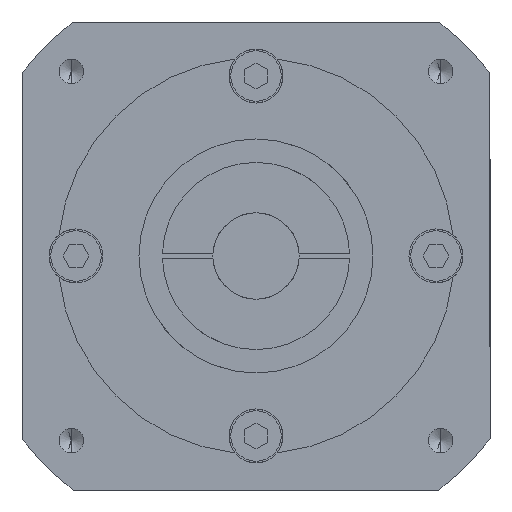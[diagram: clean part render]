
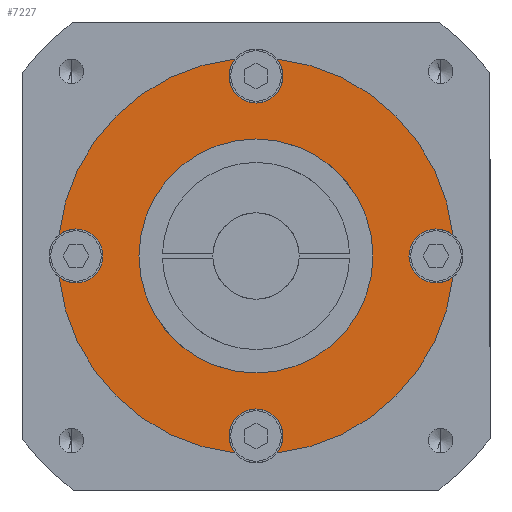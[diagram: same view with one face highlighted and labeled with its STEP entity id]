
A CAD part, front view. The second image highlights one B-rep face of the part: STEP entity #7227.
In plain terms, the highlighted planar face has unit normal (0, -1, 0).
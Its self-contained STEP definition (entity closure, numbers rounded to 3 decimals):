
#39 = FACE_OUTER_BOUND ( 'NONE', #4077, .T. ) ;
#61 = DIRECTION ( 'NONE',  ( 0., 1., 0. ) ) ;
#167 = ORIENTED_EDGE ( 'NONE', *, *, #1867, .T. ) ;
#195 = DIRECTION ( 'NONE',  ( 0., 0., -1. ) ) ;
#239 = CARTESIAN_POINT ( 'NONE',  ( 0., -32., 0. ) ) ;
#246 = CIRCLE ( 'NONE', #3826, 7.5 ) ;
#296 = CIRCLE ( 'NONE', #7080, 55. ) ;
#437 = CIRCLE ( 'NONE', #2662, 7.5 ) ;
#457 = EDGE_LOOP ( 'NONE', ( #3851, #2276 ) ) ;
#508 = DIRECTION ( 'NONE',  ( 0., 1., 0. ) ) ;
#527 = ORIENTED_EDGE ( 'NONE', *, *, #2628, .T. ) ;
#584 = DIRECTION ( 'NONE',  ( 0., 0., -1. ) ) ;
#644 = ORIENTED_EDGE ( 'NONE', *, *, #4209, .T. ) ;
#772 = CIRCLE ( 'NONE', #1728, 7.5 ) ;
#795 = AXIS2_PLACEMENT_3D ( 'NONE', #239, #3938, #195 ) ;
#846 = VERTEX_POINT ( 'NONE', #4709 ) ;
#859 = CARTESIAN_POINT ( 'NONE',  ( 5.855, -32., 54.687 ) ) ;
#880 = DIRECTION ( 'NONE',  ( 0., 0., -1. ) ) ;
#893 = VERTEX_POINT ( 'NONE', #5551 ) ;
#913 = CARTESIAN_POINT ( 'NONE',  ( -50., -32., 0. ) ) ;
#980 = DIRECTION ( 'NONE',  ( 0., 0., -1. ) ) ;
#1012 = DIRECTION ( 'NONE',  ( 0., 0., -1. ) ) ;
#1050 = ORIENTED_EDGE ( 'NONE', *, *, #2915, .T. ) ;
#1063 = AXIS2_PLACEMENT_3D ( 'NONE', #4006, #61, #7577 ) ;
#1132 = DIRECTION ( 'NONE',  ( 0., 1., 0. ) ) ;
#1134 = DIRECTION ( 'NONE',  ( 0., 0., -1. ) ) ;
#1138 = CARTESIAN_POINT ( 'NONE',  ( 0., -32., 32.5 ) ) ;
#1143 = DIRECTION ( 'NONE',  ( 0., -1., 0. ) ) ;
#1161 = CARTESIAN_POINT ( 'NONE',  ( 0., -32., 0. ) ) ;
#1180 = CIRCLE ( 'NONE', #4427, 7.5 ) ;
#1183 = CARTESIAN_POINT ( 'NONE',  ( 50., -32., 0. ) ) ;
#1271 = CARTESIAN_POINT ( 'NONE',  ( -50., -32., 7.5 ) ) ;
#1272 = CARTESIAN_POINT ( 'NONE',  ( -54.687, -32., 5.855 ) ) ;
#1285 = ORIENTED_EDGE ( 'NONE', *, *, #4000, .T. ) ;
#1304 = EDGE_CURVE ( 'NONE', #4214, #6187, #3165, .T. ) ;
#1309 = DIRECTION ( 'NONE',  ( 0., -1., 0. ) ) ;
#1317 = DIRECTION ( 'NONE',  ( 0., 0., -1. ) ) ;
#1404 = VERTEX_POINT ( 'NONE', #1272 ) ;
#1411 = EDGE_CURVE ( 'NONE', #3107, #7440, #2344, .T. ) ;
#1459 = CARTESIAN_POINT ( 'NONE',  ( 0., -32., 0. ) ) ;
#1478 = ORIENTED_EDGE ( 'NONE', *, *, #2409, .T. ) ;
#1619 = AXIS2_PLACEMENT_3D ( 'NONE', #1459, #1309, #1317 ) ;
#1639 = AXIS2_PLACEMENT_3D ( 'NONE', #7210, #7290, #7527 ) ;
#1668 = VERTEX_POINT ( 'NONE', #6876 ) ;
#1728 = AXIS2_PLACEMENT_3D ( 'NONE', #7936, #8011, #8256 ) ;
#1801 = CIRCLE ( 'NONE', #3560, 7.5 ) ;
#1830 = ORIENTED_EDGE ( 'NONE', *, *, #2739, .T. ) ;
#1848 = AXIS2_PLACEMENT_3D ( 'NONE', #3875, #4522, #584 ) ;
#1867 = EDGE_CURVE ( 'NONE', #1668, #3428, #772, .T. ) ;
#1948 = AXIS2_PLACEMENT_3D ( 'NONE', #2425, #3039, #880 ) ;
#2027 = ORIENTED_EDGE ( 'NONE', *, *, #2875, .T. ) ;
#2043 = CARTESIAN_POINT ( 'NONE',  ( 50., -32., 0. ) ) ;
#2112 = CARTESIAN_POINT ( 'NONE',  ( 0., -32., -50. ) ) ;
#2184 = DIRECTION ( 'NONE',  ( 0., 0., -1. ) ) ;
#2192 = DIRECTION ( 'NONE',  ( 0., 0., -1. ) ) ;
#2268 = EDGE_CURVE ( 'NONE', #5788, #4133, #5075, .T. ) ;
#2276 = ORIENTED_EDGE ( 'NONE', *, *, #6896, .F. ) ;
#2344 = CIRCLE ( 'NONE', #1619, 32.5 ) ;
#2373 = EDGE_CURVE ( 'NONE', #6187, #5788, #5798, .T. ) ;
#2398 = DIRECTION ( 'NONE',  ( 0., 0., -1. ) ) ;
#2409 = EDGE_CURVE ( 'NONE', #5880, #4460, #4062, .T. ) ;
#2425 = CARTESIAN_POINT ( 'NONE',  ( 0., -32., 50. ) ) ;
#2450 = DIRECTION ( 'NONE',  ( 0., 0., -1. ) ) ;
#2628 = EDGE_CURVE ( 'NONE', #5977, #893, #437, .T. ) ;
#2662 = AXIS2_PLACEMENT_3D ( 'NONE', #2112, #6051, #2192 ) ;
#2668 = CARTESIAN_POINT ( 'NONE',  ( 0., -32., -42.5 ) ) ;
#2672 = EDGE_CURVE ( 'NONE', #1404, #3820, #1801, .T. ) ;
#2739 = EDGE_CURVE ( 'NONE', #3820, #1668, #1180, .T. ) ;
#2875 = EDGE_CURVE ( 'NONE', #846, #5977, #3770, .T. ) ;
#2887 = ORIENTED_EDGE ( 'NONE', *, *, #1304, .T. ) ;
#2892 = AXIS2_PLACEMENT_3D ( 'NONE', #2043, #4717, #8283 ) ;
#2915 = EDGE_CURVE ( 'NONE', #5282, #5880, #246, .T. ) ;
#3039 = DIRECTION ( 'NONE',  ( 0., 1., 0. ) ) ;
#3092 = DIRECTION ( 'NONE',  ( 0., 1., 0. ) ) ;
#3107 = VERTEX_POINT ( 'NONE', #1138 ) ;
#3152 = CARTESIAN_POINT ( 'NONE',  ( 0., -32., 0. ) ) ;
#3165 = CIRCLE ( 'NONE', #7798, 7.5 ) ;
#3288 = CIRCLE ( 'NONE', #5193, 55. ) ;
#3354 = FACE_BOUND ( 'NONE', #457, .T. ) ;
#3428 = VERTEX_POINT ( 'NONE', #7497 ) ;
#3560 = AXIS2_PLACEMENT_3D ( 'NONE', #3700, #5407, #2184 ) ;
#3643 = ORIENTED_EDGE ( 'NONE', *, *, #2373, .T. ) ;
#3700 = CARTESIAN_POINT ( 'NONE',  ( -50., -32., 0. ) ) ;
#3770 = CIRCLE ( 'NONE', #1639, 7.5 ) ;
#3820 = VERTEX_POINT ( 'NONE', #1271 ) ;
#3826 = AXIS2_PLACEMENT_3D ( 'NONE', #4407, #3092, #2450 ) ;
#3851 = ORIENTED_EDGE ( 'NONE', *, *, #1411, .F. ) ;
#3875 = CARTESIAN_POINT ( 'NONE',  ( 0., -32., 0. ) ) ;
#3938 = DIRECTION ( 'NONE',  ( 0., -1., 0. ) ) ;
#4000 = EDGE_CURVE ( 'NONE', #893, #4214, #296, .T. ) ;
#4006 = CARTESIAN_POINT ( 'NONE',  ( 50., -32., 0. ) ) ;
#4060 = EDGE_CURVE ( 'NONE', #4133, #5282, #6458, .T. ) ;
#4062 = CIRCLE ( 'NONE', #1948, 7.5 ) ;
#4077 = EDGE_LOOP ( 'NONE', ( #2887, #3643, #5765, #4284, #1050, #1478, #6895, #6321, #1830, #167, #644, #2027, #527, #1285 ) ) ;
#4133 = VERTEX_POINT ( 'NONE', #7623 ) ;
#4209 = EDGE_CURVE ( 'NONE', #3428, #846, #3288, .T. ) ;
#4214 = VERTEX_POINT ( 'NONE', #6728 ) ;
#4243 = DIRECTION ( 'NONE',  ( 0., 0., -1. ) ) ;
#4279 = DIRECTION ( 'NONE',  ( 0., -1., 0. ) ) ;
#4284 = ORIENTED_EDGE ( 'NONE', *, *, #4060, .T. ) ;
#4296 = CARTESIAN_POINT ( 'NONE',  ( 0., -32., 0. ) ) ;
#4350 = CARTESIAN_POINT ( 'NONE',  ( -5.855, -32., 54.688 ) ) ;
#4382 = CARTESIAN_POINT ( 'NONE',  ( 0., -32., 42.5 ) ) ;
#4407 = CARTESIAN_POINT ( 'NONE',  ( 0., -32., 50. ) ) ;
#4427 = AXIS2_PLACEMENT_3D ( 'NONE', #913, #508, #980 ) ;
#4450 = EDGE_CURVE ( 'NONE', #4460, #1404, #5019, .T. ) ;
#4460 = VERTEX_POINT ( 'NONE', #4350 ) ;
#4522 = DIRECTION ( 'NONE',  ( 0., -1., 0. ) ) ;
#4709 = CARTESIAN_POINT ( 'NONE',  ( -5.855, -32., -54.687 ) ) ;
#4717 = DIRECTION ( 'NONE',  ( 0., 1., 0. ) ) ;
#4799 = AXIS2_PLACEMENT_3D ( 'NONE', #1161, #1143, #1134 ) ;
#5019 = CIRCLE ( 'NONE', #6340, 55. ) ;
#5075 = CIRCLE ( 'NONE', #2892, 7.5 ) ;
#5193 = AXIS2_PLACEMENT_3D ( 'NONE', #6571, #6552, #6543 ) ;
#5282 = VERTEX_POINT ( 'NONE', #859 ) ;
#5400 = CIRCLE ( 'NONE', #4799, 32.5 ) ;
#5407 = DIRECTION ( 'NONE',  ( 0., 1., 0. ) ) ;
#5551 = CARTESIAN_POINT ( 'NONE',  ( 5.855, -32., -54.688 ) ) ;
#5765 = ORIENTED_EDGE ( 'NONE', *, *, #2268, .T. ) ;
#5788 = VERTEX_POINT ( 'NONE', #6617 ) ;
#5798 = CIRCLE ( 'NONE', #1063, 7.5 ) ;
#5880 = VERTEX_POINT ( 'NONE', #4382 ) ;
#5977 = VERTEX_POINT ( 'NONE', #2668 ) ;
#6051 = DIRECTION ( 'NONE',  ( 0., 1., 0. ) ) ;
#6187 = VERTEX_POINT ( 'NONE', #7034 ) ;
#6321 = ORIENTED_EDGE ( 'NONE', *, *, #2672, .T. ) ;
#6340 = AXIS2_PLACEMENT_3D ( 'NONE', #4296, #4279, #4243 ) ;
#6458 = CIRCLE ( 'NONE', #795, 55. ) ;
#6543 = DIRECTION ( 'NONE',  ( 0., 0., -1. ) ) ;
#6552 = DIRECTION ( 'NONE',  ( 0., -1., 0. ) ) ;
#6571 = CARTESIAN_POINT ( 'NONE',  ( 0., -32., 0. ) ) ;
#6617 = CARTESIAN_POINT ( 'NONE',  ( 50., -32., 7.5 ) ) ;
#6728 = CARTESIAN_POINT ( 'NONE',  ( 54.688, -32., -5.855 ) ) ;
#6768 = CARTESIAN_POINT ( 'NONE',  ( 0., -32., -32.5 ) ) ;
#6876 = CARTESIAN_POINT ( 'NONE',  ( -50., -32., -7.5 ) ) ;
#6895 = ORIENTED_EDGE ( 'NONE', *, *, #4450, .T. ) ;
#6896 = EDGE_CURVE ( 'NONE', #7440, #3107, #5400, .T. ) ;
#7002 = DIRECTION ( 'NONE',  ( 0., -1., 0. ) ) ;
#7034 = CARTESIAN_POINT ( 'NONE',  ( 50., -32., -7.5 ) ) ;
#7080 = AXIS2_PLACEMENT_3D ( 'NONE', #3152, #7002, #2398 ) ;
#7210 = CARTESIAN_POINT ( 'NONE',  ( 0., -32., -50. ) ) ;
#7227 = ADVANCED_FACE ( 'NONE', ( #3354, #39 ), #7686, .T. ) ;
#7290 = DIRECTION ( 'NONE',  ( 0., 1., 0. ) ) ;
#7440 = VERTEX_POINT ( 'NONE', #6768 ) ;
#7497 = CARTESIAN_POINT ( 'NONE',  ( -54.688, -32., -5.855 ) ) ;
#7527 = DIRECTION ( 'NONE',  ( 0., 0., -1. ) ) ;
#7577 = DIRECTION ( 'NONE',  ( 0., 0., -1. ) ) ;
#7623 = CARTESIAN_POINT ( 'NONE',  ( 54.688, -32., 5.855 ) ) ;
#7686 = PLANE ( 'NONE',  #1848 ) ;
#7798 = AXIS2_PLACEMENT_3D ( 'NONE', #1183, #1132, #1012 ) ;
#7936 = CARTESIAN_POINT ( 'NONE',  ( -50., -32., 0. ) ) ;
#8011 = DIRECTION ( 'NONE',  ( 0., 1., 0. ) ) ;
#8256 = DIRECTION ( 'NONE',  ( 0., 0., -1. ) ) ;
#8283 = DIRECTION ( 'NONE',  ( 0., 0., -1. ) ) ;
